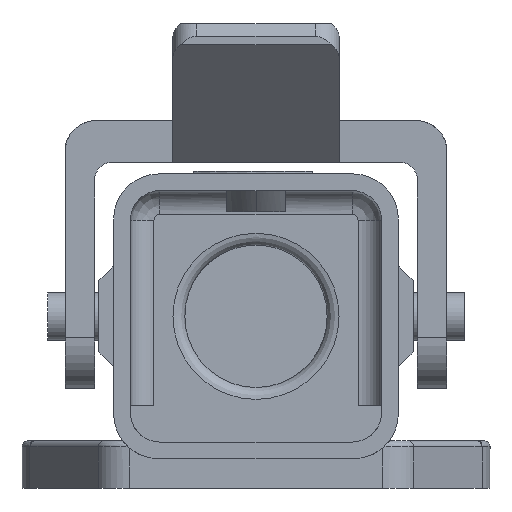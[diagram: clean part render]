
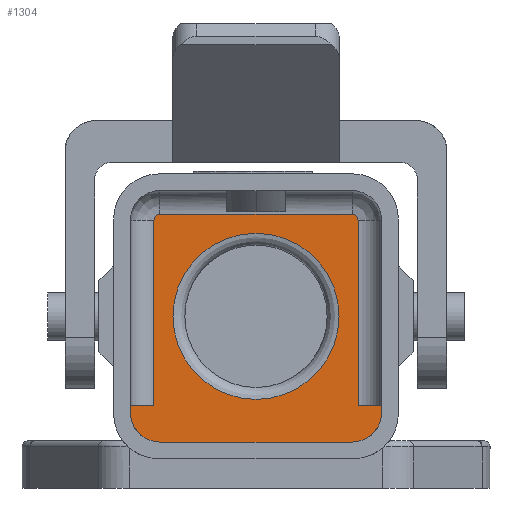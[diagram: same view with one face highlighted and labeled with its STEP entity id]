
A CAD part, front view. The second image highlights one B-rep face of the part: STEP entity #1304.
In plain terms, the highlighted planar face has unit normal (0, -1, 0).
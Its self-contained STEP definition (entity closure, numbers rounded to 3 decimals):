
#874=PLANE('',#5436);
#1304=ADVANCED_FACE('',(#1466,#1467),#874,.F.);
#1466=FACE_BOUND('',#1720,.T.);
#1467=FACE_BOUND('',#1721,.T.);
#1720=EDGE_LOOP('',(#2808));
#1721=EDGE_LOOP('',(#2809,#2810,#2811,#2812,#2813,#2814,#2815,#2816,#2817,
#2818));
#2808=ORIENTED_EDGE('',*,*,#3505,.F.);
#2809=ORIENTED_EDGE('',*,*,#3935,.F.);
#2810=ORIENTED_EDGE('',*,*,#3927,.F.);
#2811=ORIENTED_EDGE('',*,*,#3925,.F.);
#2812=ORIENTED_EDGE('',*,*,#3881,.F.);
#2813=ORIENTED_EDGE('',*,*,#3905,.F.);
#2814=ORIENTED_EDGE('',*,*,#3906,.F.);
#2815=ORIENTED_EDGE('',*,*,#3936,.F.);
#2816=ORIENTED_EDGE('',*,*,#3937,.F.);
#2817=ORIENTED_EDGE('',*,*,#3938,.F.);
#2818=ORIENTED_EDGE('',*,*,#3934,.F.);
#3059=VERTEX_POINT('',#6988);
#3316=VERTEX_POINT('',#8006);
#3317=VERTEX_POINT('',#8007);
#3331=VERTEX_POINT('',#8114);
#3332=VERTEX_POINT('',#8118);
#3344=VERTEX_POINT('',#8226);
#3345=VERTEX_POINT('',#8230);
#3349=VERTEX_POINT('',#8239);
#3351=VERTEX_POINT('',#8243);
#3352=VERTEX_POINT('',#8248);
#3353=VERTEX_POINT('',#8250);
#3505=EDGE_CURVE('',#3059,#3059,#4040,.T.);
#3881=EDGE_CURVE('',#3316,#3317,#4101,.T.);
#3905=EDGE_CURVE('',#3331,#3316,#4508,.T.);
#3906=EDGE_CURVE('',#3332,#3331,#4106,.T.);
#3925=EDGE_CURVE('',#3317,#3344,#4521,.T.);
#3927=EDGE_CURVE('',#3344,#3345,#4522,.T.);
#3934=EDGE_CURVE('',#3351,#3349,#4525,.T.);
#3935=EDGE_CURVE('',#3345,#3351,#4526,.T.);
#3936=EDGE_CURVE('',#3352,#3332,#4527,.T.);
#3937=EDGE_CURVE('',#3353,#3352,#4528,.T.);
#3938=EDGE_CURVE('',#3349,#3353,#4529,.T.);
#4040=CIRCLE('',#5204,7.);
#4101=CIRCLE('',#5404,0.5);
#4106=CIRCLE('',#5417,0.5);
#4508=LINE('',#8115,#4932);
#4521=LINE('',#8225,#4945);
#4522=LINE('',#8229,#4946);
#4525=LINE('',#8244,#4949);
#4526=LINE('',#8246,#4950);
#4527=LINE('',#8247,#4951);
#4528=LINE('',#8249,#4952);
#4529=LINE('',#8251,#4953);
#4932=VECTOR('',#6461,1.);
#4945=VECTOR('',#6498,1.);
#4946=VECTOR('',#6503,1.);
#4949=VECTOR('',#6516,1.);
#4950=VECTOR('',#6519,1.);
#4951=VECTOR('',#6520,1.);
#4952=VECTOR('',#6521,1.);
#4953=VECTOR('',#6522,1.);
#5204=AXIS2_PLACEMENT_3D('',#6987,#5735,#5736);
#5404=AXIS2_PLACEMENT_3D('',#8005,#6428,#6429);
#5417=AXIS2_PLACEMENT_3D('',#8117,#6464,#6465);
#5436=AXIS2_PLACEMENT_3D('',#8252,#6523,#6524);
#5735=DIRECTION('',(0.,-1.,0.));
#5736=DIRECTION('',(0.,0.,1.));
#6428=DIRECTION('',(0.,1.,0.));
#6429=DIRECTION('',(0.,0.,1.));
#6461=DIRECTION('',(1.,0.,0.));
#6464=DIRECTION('',(0.,1.,0.));
#6465=DIRECTION('',(-1.,0.,0.));
#6498=DIRECTION('',(0.,0.,-1.));
#6503=DIRECTION('',(1.,0.,0.));
#6516=DIRECTION('',(-1.,0.,0.));
#6519=DIRECTION('',(0.,0.,-1.));
#6520=DIRECTION('',(0.,0.,1.));
#6521=DIRECTION('',(1.,0.,0.));
#6522=DIRECTION('',(0.,0.,1.));
#6523=DIRECTION('',(0.,1.,0.));
#6524=DIRECTION('',(0.,0.,1.));
#6987=CARTESIAN_POINT('',(0.,39.15,0.));
#6988=CARTESIAN_POINT('',(0.,39.15,7.));
#8005=CARTESIAN_POINT('',(8.1,39.15,8.1));
#8006=CARTESIAN_POINT('',(8.1,39.15,8.6));
#8007=CARTESIAN_POINT('',(8.6,39.15,8.1));
#8114=CARTESIAN_POINT('',(-8.1,39.15,8.6));
#8115=CARTESIAN_POINT('',(-8.1,39.15,8.6));
#8117=CARTESIAN_POINT('',(-8.1,39.15,8.1));
#8118=CARTESIAN_POINT('',(-8.6,39.15,8.1));
#8225=CARTESIAN_POINT('',(8.6,39.15,8.1));
#8226=CARTESIAN_POINT('',(8.6,39.15,-7.5));
#8229=CARTESIAN_POINT('',(8.6,39.15,-7.5));
#8230=CARTESIAN_POINT('',(10.599,39.15,-7.5));
#8239=CARTESIAN_POINT('',(-10.599,39.15,-11.5));
#8243=CARTESIAN_POINT('',(10.599,39.15,-11.5));
#8244=CARTESIAN_POINT('',(10.599,39.15,-11.5));
#8246=CARTESIAN_POINT('',(10.599,39.15,-7.5));
#8247=CARTESIAN_POINT('',(-8.6,39.15,-7.5));
#8248=CARTESIAN_POINT('',(-8.6,39.15,-7.5));
#8249=CARTESIAN_POINT('',(-10.599,39.15,-7.5));
#8250=CARTESIAN_POINT('',(-10.599,39.15,-7.5));
#8251=CARTESIAN_POINT('',(-10.599,39.15,-11.5));
#8252=CARTESIAN_POINT('',(-11.23,39.15,-13.6));
